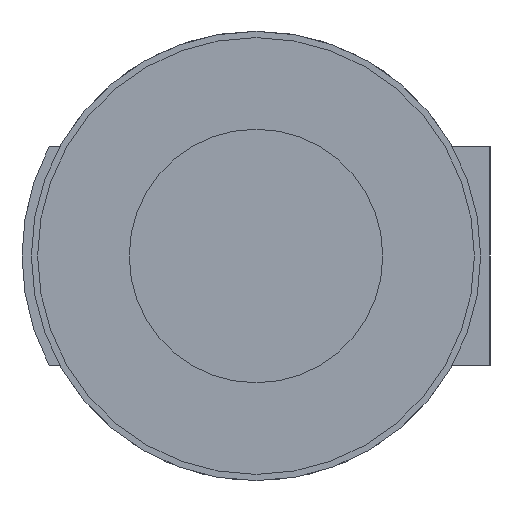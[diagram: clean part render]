
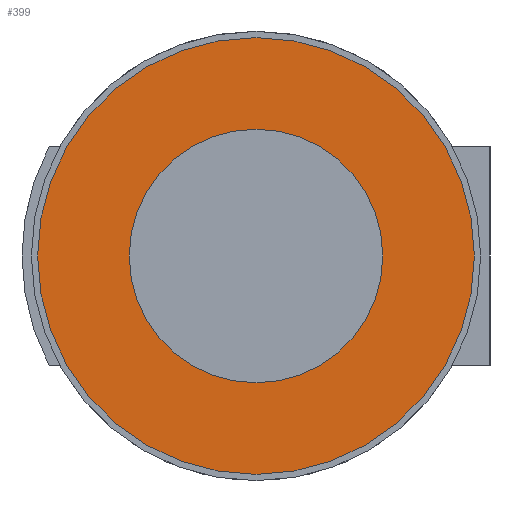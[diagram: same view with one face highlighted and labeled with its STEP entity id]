
A CAD part, left-side view. The second image highlights one B-rep face of the part: STEP entity #399.
In plain terms, the highlighted planar face has unit normal (-1, 0, 0).
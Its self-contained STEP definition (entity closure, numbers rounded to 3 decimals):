
#99 = EDGE_CURVE ( 'NONE', #165, #100, #891, .T. ) ;
#100 = VERTEX_POINT ( 'NONE', #817 ) ;
#126 = VERTEX_POINT ( 'NONE', #778 ) ;
#128 = EDGE_CURVE ( 'NONE', #159, #126, #777, .T. ) ;
#159 = VERTEX_POINT ( 'NONE', #857 ) ;
#165 = VERTEX_POINT ( 'NONE', #847 ) ;
#236 = ORIENTED_EDGE ( 'NONE', *, *, #99, .F. ) ;
#237 = EDGE_CURVE ( 'NONE', #126, #159, #952, .T. ) ;
#238 = ORIENTED_EDGE ( 'NONE', *, *, #431, .F. ) ;
#240 = ORIENTED_EDGE ( 'NONE', *, *, #128, .T. ) ;
#294 = ORIENTED_EDGE ( 'NONE', *, *, #237, .T. ) ;
#395 = EDGE_LOOP ( 'NONE', ( #240, #294 ) ) ;
#399 = ADVANCED_FACE ( 'NONE', ( #1228, #1226 ), #1225, .F. ) ;
#400 = EDGE_LOOP ( 'NONE', ( #236, #238 ) ) ;
#431 = EDGE_CURVE ( 'NONE', #100, #165, #1364, .T. ) ;
#773 = DIRECTION ( 'NONE',  ( 0., 0., 1. ) ) ;
#774 = DIRECTION ( 'NONE',  ( -1., 0., 0. ) ) ;
#775 = CARTESIAN_POINT ( 'NONE',  ( 1., 0., 0. ) ) ;
#776 = AXIS2_PLACEMENT_3D ( 'NONE', #775, #774, #773 ) ;
#777 = CIRCLE ( 'NONE', #776, 7. ) ;
#778 = CARTESIAN_POINT ( 'NONE',  ( 1., 0., -7. ) ) ;
#817 = CARTESIAN_POINT ( 'NONE',  ( 1., 0., -4.063 ) ) ;
#818 = DIRECTION ( 'NONE',  ( 0., 0., 1. ) ) ;
#819 = DIRECTION ( 'NONE',  ( -1., 0., 0. ) ) ;
#820 = CARTESIAN_POINT ( 'NONE',  ( 1., 0., 0. ) ) ;
#847 = CARTESIAN_POINT ( 'NONE',  ( 1., 0., 4.063 ) ) ;
#857 = CARTESIAN_POINT ( 'NONE',  ( 1., 0., 7. ) ) ;
#890 = AXIS2_PLACEMENT_3D ( 'NONE', #820, #819, #818 ) ;
#891 = CIRCLE ( 'NONE', #890, 4.063 ) ;
#948 = DIRECTION ( 'NONE',  ( 0., 0., 1. ) ) ;
#949 = DIRECTION ( 'NONE',  ( -1., 0., 0. ) ) ;
#950 = CARTESIAN_POINT ( 'NONE',  ( 1., 0., 0. ) ) ;
#951 = AXIS2_PLACEMENT_3D ( 'NONE', #950, #949, #948 ) ;
#952 = CIRCLE ( 'NONE', #951, 7. ) ;
#1220 = DIRECTION ( 'NONE',  ( 0., 0., -1. ) ) ;
#1221 = DIRECTION ( 'NONE',  ( 1., 0., 0. ) ) ;
#1222 = CARTESIAN_POINT ( 'NONE',  ( 1., 7., 0. ) ) ;
#1224 = AXIS2_PLACEMENT_3D ( 'NONE', #1222, #1221, #1220 ) ;
#1225 = PLANE ( 'NONE',  #1224 ) ;
#1226 = FACE_OUTER_BOUND ( 'NONE', #395, .T. ) ;
#1228 = FACE_BOUND ( 'NONE', #400, .T. ) ;
#1363 = CARTESIAN_POINT ( 'NONE',  ( 1., 0., 0. ) ) ;
#1364 = CIRCLE ( 'NONE', #1414, 4.063 ) ;
#1390 = DIRECTION ( 'NONE',  ( 0., 0., 1. ) ) ;
#1391 = DIRECTION ( 'NONE',  ( -1., 0., 0. ) ) ;
#1414 = AXIS2_PLACEMENT_3D ( 'NONE', #1363, #1391, #1390 ) ;
